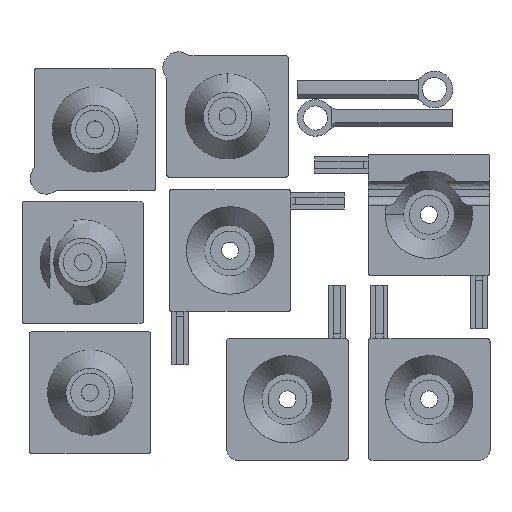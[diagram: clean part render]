
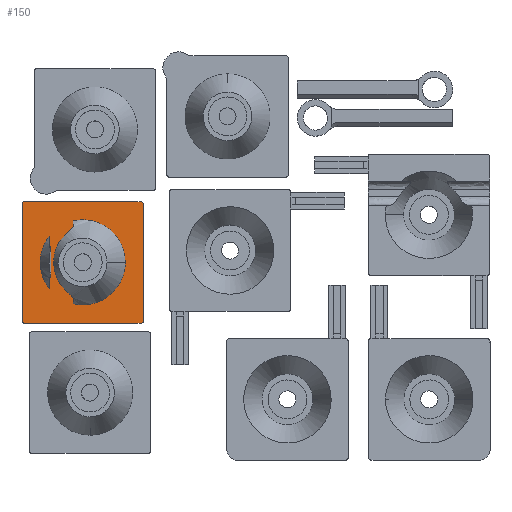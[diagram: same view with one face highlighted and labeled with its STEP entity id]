
A CAD part, top view. The second image highlights one B-rep face of the part: STEP entity #150.
In plain terms, the highlighted planar face has unit normal (0, 0, 1).
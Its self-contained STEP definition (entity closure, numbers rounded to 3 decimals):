
#50=FACE_BOUND('',#936,.T.);
#51=FACE_BOUND('',#937,.T.);
#150=ADVANCED_FACE('',(#541,#50,#51),#5647,.T.);
#541=FACE_OUTER_BOUND('',#935,.T.);
#935=EDGE_LOOP('',(#1636,#1637,#1638,#1639,#1640,#1641,#1642,#1643));
#936=EDGE_LOOP('',(#1644,#1645,#1646));
#937=EDGE_LOOP('',(#1647,#1648));
#1636=ORIENTED_EDGE('',*,*,#3338,.F.);
#1637=ORIENTED_EDGE('',*,*,#3335,.F.);
#1638=ORIENTED_EDGE('',*,*,#3332,.F.);
#1639=ORIENTED_EDGE('',*,*,#3329,.F.);
#1640=ORIENTED_EDGE('',*,*,#3326,.F.);
#1641=ORIENTED_EDGE('',*,*,#3323,.F.);
#1642=ORIENTED_EDGE('',*,*,#3320,.F.);
#1643=ORIENTED_EDGE('',*,*,#3316,.F.);
#1644=ORIENTED_EDGE('',*,*,#3384,.T.);
#1645=ORIENTED_EDGE('',*,*,#3343,.F.);
#1646=ORIENTED_EDGE('',*,*,#3371,.F.);
#1647=ORIENTED_EDGE('',*,*,#3393,.T.);
#1648=ORIENTED_EDGE('',*,*,#3391,.F.);
#3316=EDGE_CURVE('',#5128,#5129,#4543,.T.);
#3320=EDGE_CURVE('',#5129,#5132,#4547,.T.);
#3323=EDGE_CURVE('',#5132,#5134,#4550,.T.);
#3326=EDGE_CURVE('',#5134,#5136,#4553,.T.);
#3329=EDGE_CURVE('',#5136,#5138,#4556,.T.);
#3332=EDGE_CURVE('',#5138,#5140,#4559,.T.);
#3335=EDGE_CURVE('',#5140,#5142,#4562,.T.);
#3338=EDGE_CURVE('',#5142,#5128,#4565,.T.);
#3343=EDGE_CURVE('',#5171,#5172,#4570,.T.);
#3371=EDGE_CURVE('',#5173,#5171,#4575,.T.);
#3384=EDGE_CURVE('',#5173,#5172,#4217,.T.);
#3391=EDGE_CURVE('',#5178,#5179,#4578,.T.);
#3393=EDGE_CURVE('',#5178,#5179,#4580,.T.);
#4217=B_SPLINE_CURVE_WITH_KNOTS('',1,(#7571,#7572),.UNSPECIFIED.,.F.,.F.,
(2,2),(7.64,40.472),.UNSPECIFIED.);
#4543=(
BOUNDED_CURVE()
B_SPLINE_CURVE(2,(#7345,#7346,#7347),.UNSPECIFIED.,.F.,.F.)
B_SPLINE_CURVE_WITH_KNOTS((3,3),(-245.712,-244.142),
 .UNSPECIFIED.)
CURVE()
GEOMETRIC_REPRESENTATION_ITEM()
RATIONAL_B_SPLINE_CURVE((1.,0.707,1.))
REPRESENTATION_ITEM('')
);
#4547=(
BOUNDED_CURVE()
B_SPLINE_CURVE(2,(#7355,#7356,#7357),.UNSPECIFIED.,.F.,.F.)
B_SPLINE_CURVE_WITH_KNOTS((3,3),(-244.142,-196.142),
 .UNSPECIFIED.)
CURVE()
GEOMETRIC_REPRESENTATION_ITEM()
RATIONAL_B_SPLINE_CURVE((1.,1.,1.))
REPRESENTATION_ITEM('')
);
#4550=(
BOUNDED_CURVE()
B_SPLINE_CURVE(2,(#7363,#7364,#7365),.UNSPECIFIED.,.F.,.F.)
B_SPLINE_CURVE_WITH_KNOTS((3,3),(-196.142,-194.571),
 .UNSPECIFIED.)
CURVE()
GEOMETRIC_REPRESENTATION_ITEM()
RATIONAL_B_SPLINE_CURVE((1.,0.707,1.))
REPRESENTATION_ITEM('')
);
#4553=(
BOUNDED_CURVE()
B_SPLINE_CURVE(2,(#7371,#7372,#7373),.UNSPECIFIED.,.F.,.F.)
B_SPLINE_CURVE_WITH_KNOTS((3,3),(-194.571,-146.571),
 .UNSPECIFIED.)
CURVE()
GEOMETRIC_REPRESENTATION_ITEM()
RATIONAL_B_SPLINE_CURVE((1.,1.,1.))
REPRESENTATION_ITEM('')
);
#4556=(
BOUNDED_CURVE()
B_SPLINE_CURVE(2,(#7379,#7380,#7381),.UNSPECIFIED.,.F.,.F.)
B_SPLINE_CURVE_WITH_KNOTS((3,3),(-146.571,-145.),.UNSPECIFIED.)
CURVE()
GEOMETRIC_REPRESENTATION_ITEM()
RATIONAL_B_SPLINE_CURVE((1.,0.707,1.))
REPRESENTATION_ITEM('')
);
#4559=(
BOUNDED_CURVE()
B_SPLINE_CURVE(2,(#7387,#7388,#7389),.UNSPECIFIED.,.F.,.F.)
B_SPLINE_CURVE_WITH_KNOTS((3,3),(-145.,-97.),.UNSPECIFIED.)
CURVE()
GEOMETRIC_REPRESENTATION_ITEM()
RATIONAL_B_SPLINE_CURVE((1.,1.,1.))
REPRESENTATION_ITEM('')
);
#4562=(
BOUNDED_CURVE()
B_SPLINE_CURVE(2,(#7395,#7396,#7397),.UNSPECIFIED.,.F.,.F.)
B_SPLINE_CURVE_WITH_KNOTS((3,3),(-97.,-95.429),.UNSPECIFIED.)
CURVE()
GEOMETRIC_REPRESENTATION_ITEM()
RATIONAL_B_SPLINE_CURVE((1.,0.707,1.))
REPRESENTATION_ITEM('')
);
#4565=(
BOUNDED_CURVE()
B_SPLINE_CURVE(2,(#7403,#7404,#7405),.UNSPECIFIED.,.F.,.F.)
B_SPLINE_CURVE_WITH_KNOTS((3,3),(-95.429,-47.429),
 .UNSPECIFIED.)
CURVE()
GEOMETRIC_REPRESENTATION_ITEM()
RATIONAL_B_SPLINE_CURVE((1.,1.,1.))
REPRESENTATION_ITEM('')
);
#4570=(
BOUNDED_CURVE()
B_SPLINE_CURVE(2,(#7421,#7422,#7423,#7424,#7425),.UNSPECIFIED.,.F.,.F.)
B_SPLINE_CURVE_WITH_KNOTS((3,2,3),(-109.956,-82.467,
-78.276),.UNSPECIFIED.)
CURVE()
GEOMETRIC_REPRESENTATION_ITEM()
RATIONAL_B_SPLINE_CURVE((1.,0.707,1.,0.994,1.))
REPRESENTATION_ITEM('')
);
#4575=(
BOUNDED_CURVE()
B_SPLINE_CURVE(2,(#7539,#7540,#7541,#7542,#7543),.UNSPECIFIED.,.F.,.F.)
B_SPLINE_CURVE_WITH_KNOTS((3,2,3),(-31.68,-27.489,
0.),.UNSPECIFIED.)
CURVE()
GEOMETRIC_REPRESENTATION_ITEM()
RATIONAL_B_SPLINE_CURVE((1.,0.994,1.,0.707,1.))
REPRESENTATION_ITEM('')
);
#4578=(
BOUNDED_CURVE()
B_SPLINE_CURVE(2,(#7620,#7621,#7622,#7623,#7624),.UNSPECIFIED.,.F.,.F.)
B_SPLINE_CURVE_WITH_KNOTS((3,2,3),(-66.578,-54.978,
-43.378),.UNSPECIFIED.)
CURVE()
GEOMETRIC_REPRESENTATION_ITEM()
RATIONAL_B_SPLINE_CURVE((1.,0.947,1.,0.947,1.))
REPRESENTATION_ITEM('')
);
#4580=(
BOUNDED_CURVE()
B_SPLINE_CURVE(1,(#7627,#7628),.UNSPECIFIED.,.F.,.F.)
B_SPLINE_CURVE_WITH_KNOTS((2,2),(14.321,35.679),
 .UNSPECIFIED.)
CURVE()
GEOMETRIC_REPRESENTATION_ITEM()
RATIONAL_B_SPLINE_CURVE((1.,1.))
REPRESENTATION_ITEM('')
);
#5128=VERTEX_POINT('',#7287);
#5129=VERTEX_POINT('',#7288);
#5132=VERTEX_POINT('',#7291);
#5134=VERTEX_POINT('',#7293);
#5136=VERTEX_POINT('',#7295);
#5138=VERTEX_POINT('',#7297);
#5140=VERTEX_POINT('',#7299);
#5142=VERTEX_POINT('',#7301);
#5171=VERTEX_POINT('',#7330);
#5172=VERTEX_POINT('',#7331);
#5173=VERTEX_POINT('',#7332);
#5178=VERTEX_POINT('',#7337);
#5179=VERTEX_POINT('',#7338);
#5647=PLANE('',#6052);
#6052=AXIS2_PLACEMENT_3D('',#7162,#6227,$);
#6227=DIRECTION('',(0.,0.,1.));
#7162=CARTESIAN_POINT('',(-995.786,-991.367,-0.5));
#7287=CARTESIAN_POINT('',(-939.536,-1046.617,-0.5));
#7288=CARTESIAN_POINT('',(-940.536,-1047.617,-0.5));
#7291=CARTESIAN_POINT('',(-988.536,-1047.617,-0.5));
#7293=CARTESIAN_POINT('',(-989.536,-1046.617,-0.5));
#7295=CARTESIAN_POINT('',(-989.536,-998.617,-0.5));
#7297=CARTESIAN_POINT('',(-988.536,-997.617,-0.5));
#7299=CARTESIAN_POINT('',(-940.536,-997.617,-0.5));
#7301=CARTESIAN_POINT('',(-939.536,-998.617,-0.5));
#7330=CARTESIAN_POINT('',(-947.036,-1022.617,-0.5));
#7331=CARTESIAN_POINT('',(-968.436,-1005.557,-0.5));
#7332=CARTESIAN_POINT('',(-968.436,-1039.676,-0.5));
#7337=CARTESIAN_POINT('',(-978.4,-1011.938,-0.5));
#7338=CARTESIAN_POINT('',(-978.4,-1033.295,-0.5));
#7345=CARTESIAN_POINT('',(-939.536,-1046.617,-0.5));
#7346=CARTESIAN_POINT('',(-939.536,-1047.617,-0.5));
#7347=CARTESIAN_POINT('',(-940.536,-1047.617,-0.5));
#7355=CARTESIAN_POINT('',(-940.536,-1047.617,-0.5));
#7356=CARTESIAN_POINT('',(-964.536,-1047.617,-0.5));
#7357=CARTESIAN_POINT('',(-988.536,-1047.617,-0.5));
#7363=CARTESIAN_POINT('',(-988.536,-1047.617,-0.5));
#7364=CARTESIAN_POINT('',(-989.536,-1047.617,-0.5));
#7365=CARTESIAN_POINT('',(-989.536,-1046.617,-0.5));
#7371=CARTESIAN_POINT('',(-989.536,-1046.617,-0.5));
#7372=CARTESIAN_POINT('',(-989.536,-1022.617,-0.5));
#7373=CARTESIAN_POINT('',(-989.536,-998.617,-0.5));
#7379=CARTESIAN_POINT('',(-989.536,-998.617,-0.5));
#7380=CARTESIAN_POINT('',(-989.536,-997.617,-0.5));
#7381=CARTESIAN_POINT('',(-988.536,-997.617,-0.5));
#7387=CARTESIAN_POINT('',(-988.536,-997.617,-0.5));
#7388=CARTESIAN_POINT('',(-964.536,-997.617,-0.5));
#7389=CARTESIAN_POINT('',(-940.536,-997.617,-0.5));
#7395=CARTESIAN_POINT('',(-940.536,-997.617,-0.5));
#7396=CARTESIAN_POINT('',(-939.536,-997.617,-0.5));
#7397=CARTESIAN_POINT('',(-939.536,-998.617,-0.5));
#7403=CARTESIAN_POINT('',(-939.536,-998.617,-0.5));
#7404=CARTESIAN_POINT('',(-939.536,-1022.617,-0.5));
#7405=CARTESIAN_POINT('',(-939.536,-1046.617,-0.5));
#7421=CARTESIAN_POINT('',(-947.036,-1022.617,-0.5));
#7422=CARTESIAN_POINT('',(-947.036,-1005.117,-0.5));
#7423=CARTESIAN_POINT('',(-964.536,-1005.117,-0.5));
#7424=CARTESIAN_POINT('',(-966.511,-1005.117,-0.5));
#7425=CARTESIAN_POINT('',(-968.436,-1005.557,-0.5));
#7539=CARTESIAN_POINT('',(-968.436,-1039.676,-0.5));
#7540=CARTESIAN_POINT('',(-966.511,-1040.117,-0.5));
#7541=CARTESIAN_POINT('',(-964.536,-1040.117,-0.5));
#7542=CARTESIAN_POINT('',(-947.036,-1040.117,-0.5));
#7543=CARTESIAN_POINT('',(-947.036,-1022.617,-0.5));
#7571=CARTESIAN_POINT('',(-968.436,-1039.676,-0.5));
#7572=CARTESIAN_POINT('',(-968.436,-1005.557,-0.5));
#7620=CARTESIAN_POINT('',(-978.4,-1011.938,-0.5));
#7621=CARTESIAN_POINT('',(-982.036,-1016.658,-0.5));
#7622=CARTESIAN_POINT('',(-982.036,-1022.617,-0.5));
#7623=CARTESIAN_POINT('',(-982.036,-1028.575,-0.5));
#7624=CARTESIAN_POINT('',(-978.4,-1033.295,-0.5));
#7627=CARTESIAN_POINT('',(-978.4,-1011.938,-0.5));
#7628=CARTESIAN_POINT('',(-978.4,-1033.295,-0.5));
